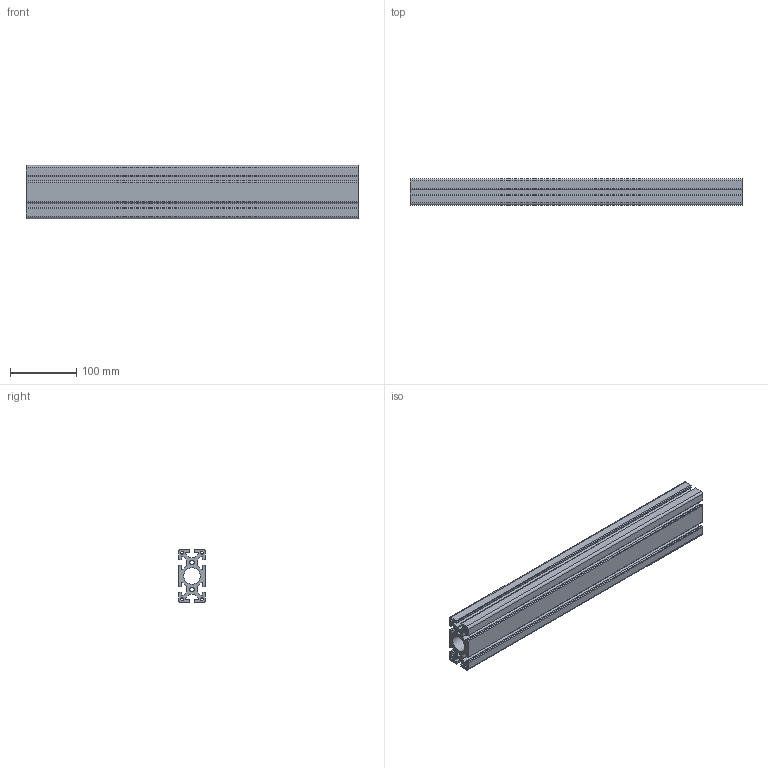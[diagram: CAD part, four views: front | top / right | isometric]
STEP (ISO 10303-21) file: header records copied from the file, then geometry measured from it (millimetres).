
FILE_DESCRIPTION(/* description */ (''),/* implementation_level */ '2;1');
FILE_NAME(/* name */ 'Profile 40x80.step',/* time_stamp */ '2022-11-06T23:23:38+01:00',/* author */ (''),/* organization */ (''),/* preprocessor_version */ 'ST-DEVELOPER v19.2',/* originating_system */ 'Autodesk Translation Framework v11.17.0.187',/* authorisation */ '');
FILE_SCHEMA (('AUTOMOTIVE_DESIGN { 1 0 10303 214 3 1 1 }'));
Length unit declared in the file: millimetre
Products named in the file (1): Profile 40x80
Bounding box: 500 x 40 x 80 mm (x, y, z)
Volume: 828322.2 mm3; surface area: 320236.7 mm2
Topology: 1 solids, 1 shells, 113 faces, 333 edges, 222 vertices
Faces by surface type: cylinder 59, plane 54
Full cylindrical faces by diameter (mm): 4 x4, 6.8 x2, 25 x1
Entity records: 3873 total; most frequent: DIRECTION 679, CARTESIAN_POINT 669, ORIENTED_EDGE 666, EDGE_CURVE 333, AXIS2_PLACEMENT_3D 232, VERTEX_POINT 222, LINE 215, VECTOR 215
